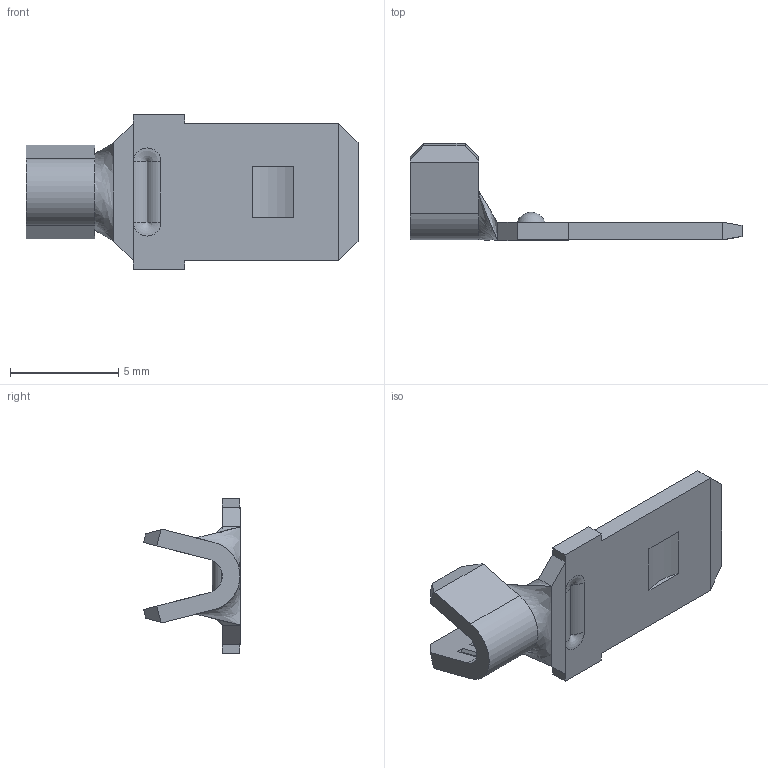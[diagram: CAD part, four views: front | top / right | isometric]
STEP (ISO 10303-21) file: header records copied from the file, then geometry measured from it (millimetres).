
FILE_DESCRIPTION (( 'STEP AP203' ), '1' );
FILE_NAME ('07975.STEP', '2015-01-29T17:55:37', ( '' ), ( '' ), 'SwSTEP 2.0', 'SolidWorks 2014', '' );
FILE_SCHEMA (( 'CONFIG_CONTROL_DESIGN' ));
Length unit declared in the file: inch
Products named in the file (1): 07975
Bounding box: 15.32 x 4.47 x 7.14 mm (x, y, z)
Volume: 83.2 mm3; surface area: 255.8 mm2
Topology: 1 solids, 1 shells, 91 faces, 221 edges, 133 vertices
Faces by surface type: plane 62, cylinder 13, bspline 6, cone 6, sphere 2, torus 2
Entity records: 2806 total; most frequent: CARTESIAN_POINT 632, ORIENTED_EDGE 438, DIRECTION 416, EDGE_CURVE 219, VECTOR 180, LINE 180, VERTEX_POINT 133, AXIS2_PLACEMENT_3D 118
